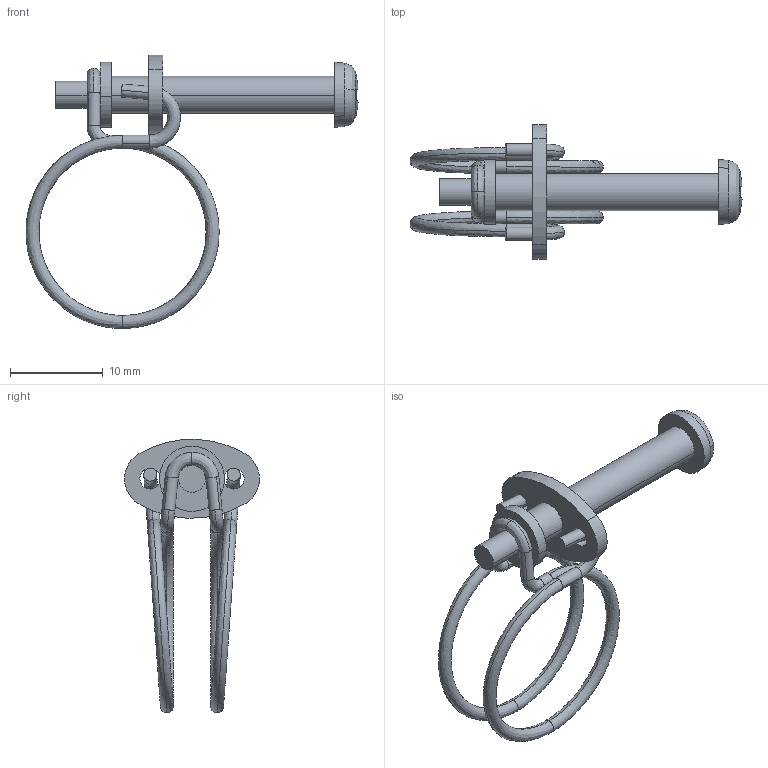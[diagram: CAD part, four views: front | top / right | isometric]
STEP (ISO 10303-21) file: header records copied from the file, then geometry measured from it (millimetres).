
FILE_DESCRIPTION((''),'2;1');
FILE_NAME('','2013-02-25T12:17:24',(''),(''),'','CADfix','');
FILE_SCHEMA(('AUTOMOTIVE_DESIGN { 1 0 10303 214 1 1 1 1 }'));
Length unit declared in the file: millimetre
Bounding box: 35.71 x 14.5 x 29.39 mm (x, y, z)
Volume: 836 mm3; surface area: 1553.3 mm2
Topology: 3 solids, 3 shells, 86 faces, 258 edges, 182 vertices
Faces by surface type: bspline 86
Entity records: 4902 total; most frequent: CARTESIAN_POINT 3447, ORIENTED_EDGE 516, EDGE_CURVE 258, VERTEX_POINT 182, EDGE_LOOP 96, FACE_OUTER_BOUND 86, ADVANCED_FACE 86, QUASI_UNIFORM_CURVE 70
